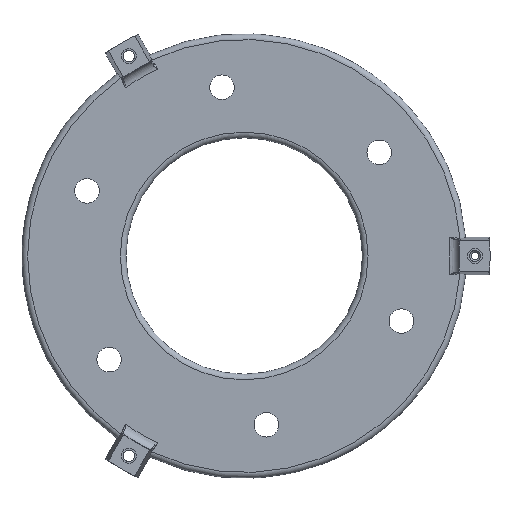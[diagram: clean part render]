
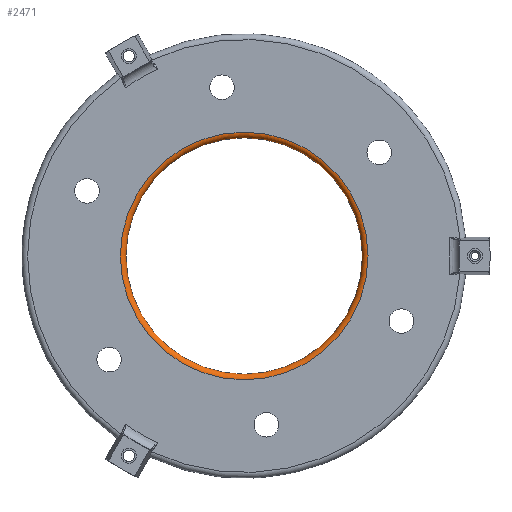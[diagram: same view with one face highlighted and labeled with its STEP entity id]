
A CAD part, top view. The second image highlights one B-rep face of the part: STEP entity #2471.
In plain terms, the highlighted toroidal (fillet/blend) face has major radius 655 mm and minor radius 30 mm.
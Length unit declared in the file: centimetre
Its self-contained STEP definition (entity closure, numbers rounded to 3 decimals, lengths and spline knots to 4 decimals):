
#21=TOROIDAL_SURFACE('',#2771,65.5,3.);
#665=FACE_OUTER_BOUND('',#848,.T.);
#848=EDGE_LOOP('',(#2211,#2212,#2213,#2214));
#1015=CIRCLE('',#2772,65.5);
#1016=CIRCLE('',#2773,3.);
#1017=CIRCLE('',#2774,65.5);
#1231=VERTEX_POINT('',#6280);
#1232=VERTEX_POINT('',#6282);
#1575=EDGE_CURVE('',#1231,#1231,#1015,.T.);
#1576=EDGE_CURVE('',#1231,#1232,#1016,.T.);
#1577=EDGE_CURVE('',#1232,#1232,#1017,.T.);
#2211=ORIENTED_EDGE('',*,*,#1575,.F.);
#2212=ORIENTED_EDGE('',*,*,#1576,.T.);
#2213=ORIENTED_EDGE('',*,*,#1577,.T.);
#2214=ORIENTED_EDGE('',*,*,#1576,.F.);
#2471=ADVANCED_FACE('',(#665),#21,.T.);
#2771=AXIS2_PLACEMENT_3D('',#6279,#3481,#3482);
#2772=AXIS2_PLACEMENT_3D('',#6281,#3483,#3484);
#2773=AXIS2_PLACEMENT_3D('',#6283,#3485,#3486);
#2774=AXIS2_PLACEMENT_3D('',#6284,#3487,#3488);
#3481=DIRECTION('center_axis',(0.,0.,
-1.));
#3482=DIRECTION('ref_axis',(0.,1.,0.));
#3483=DIRECTION('center_axis',(0.,0.,
-1.));
#3484=DIRECTION('ref_axis',(1.,0.,0.));
#3485=DIRECTION('center_axis',(-1.,0.,0.));
#3486=DIRECTION('ref_axis',(0.,-1.,0.));
#3487=DIRECTION('center_axis',(0.,0.,
-1.));
#3488=DIRECTION('ref_axis',(1.,0.,0.));
#6279=CARTESIAN_POINT('Origin',(0.,0.,
3.));
#6280=CARTESIAN_POINT('',(0.,-65.5,6.));
#6281=CARTESIAN_POINT('Origin',(0.,0.,
6.));
#6282=CARTESIAN_POINT('',(0.,-65.5,0.));
#6283=CARTESIAN_POINT('Origin',(0.,-65.5,
3.));
#6284=CARTESIAN_POINT('Origin',(0.,0.,
0.));
